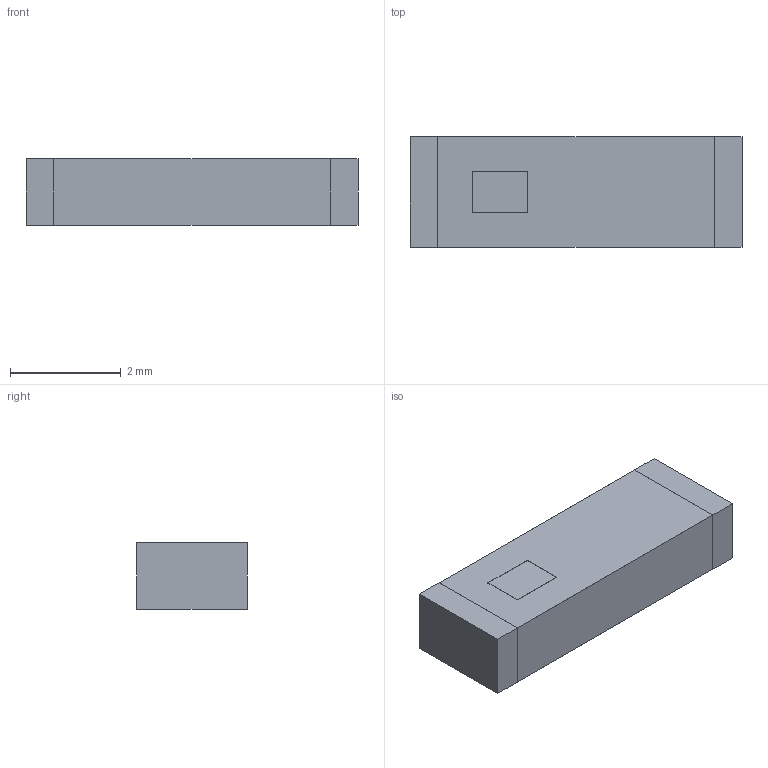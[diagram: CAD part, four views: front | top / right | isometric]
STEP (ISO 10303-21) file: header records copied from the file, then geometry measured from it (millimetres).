
FILE_DESCRIPTION(/* description */ ('model of Johanson_2450AT43F0100'),/* implementation_level */ '2;1');
FILE_NAME(/* name */ 'Johanson_2450AT43F0100.step',/* time_stamp */ '2020-01-23T11:41:37',/* author */ ('kicad StepUp','ksu'),/* organization */ ('FreeCAD'),/* preprocessor_version */ 'OCC',/* originating_system */ 'kicad StepUp',/* authorisation */ '');
FILE_SCHEMA(('AUTOMOTIVE_DESIGN { 1 0 10303 214 1 1 1 1 }'));
Length unit declared in the file: millimetre
Products named in the file (1): Johanson_2450AT43F0100
Bounding box: 6 x 2 x 1.2 mm (x, y, z)
Volume: 14.4 mm3; surface area: 43.2 mm2
Topology: 1 solids, 1 shells, 33 faces, 84 edges, 56 vertices
Faces by surface type: plane 21, cylinder 12
Entity records: 1243 total; most frequent: CARTESIAN_POINT 178, DIRECTION 172, ORIENTED_EDGE 168, EDGE_CURVE 84, AXIS2_PLACEMENT_3D 58, VERTEX_POINT 56, LINE 56, VECTOR 56
